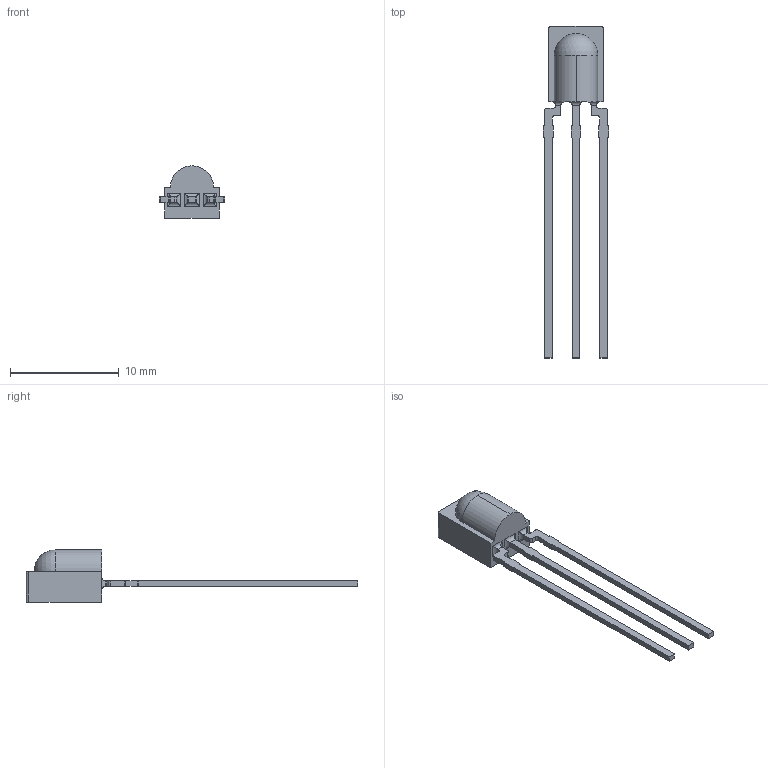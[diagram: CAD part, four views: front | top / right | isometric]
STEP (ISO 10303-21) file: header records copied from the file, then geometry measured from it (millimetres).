
FILE_DESCRIPTION (( 'STEP AP214' ), '1' );
FILE_NAME ('TSOP38238.STEP', '2021-08-27T09:58:59', ( '' ), ( '' ), 'SwSTEP 2.0', 'SolidWorks 2018', '' );
FILE_SCHEMA (( 'AUTOMOTIVE_DESIGN' ));
Length unit declared in the file: millimetre
Products named in the file (2): TSOP38238
Bounding box: 5.98 x 30.5 x 4.8 mm (x, y, z)
Volume: 158 mm3; surface area: 332 mm2
Topology: 1 solids, 1 shells, 90 faces, 245 edges, 159 vertices
Faces by surface type: plane 53, cylinder 36, sphere 1
Entity records: 3839 total; most frequent: CARTESIAN_POINT 529, ORIENTED_EDGE 486, DIRECTION 464, EDGE_CURVE 243, LINE 182, VECTOR 182, VERTEX_POINT 158, AXIS2_PLACEMENT_3D 141
